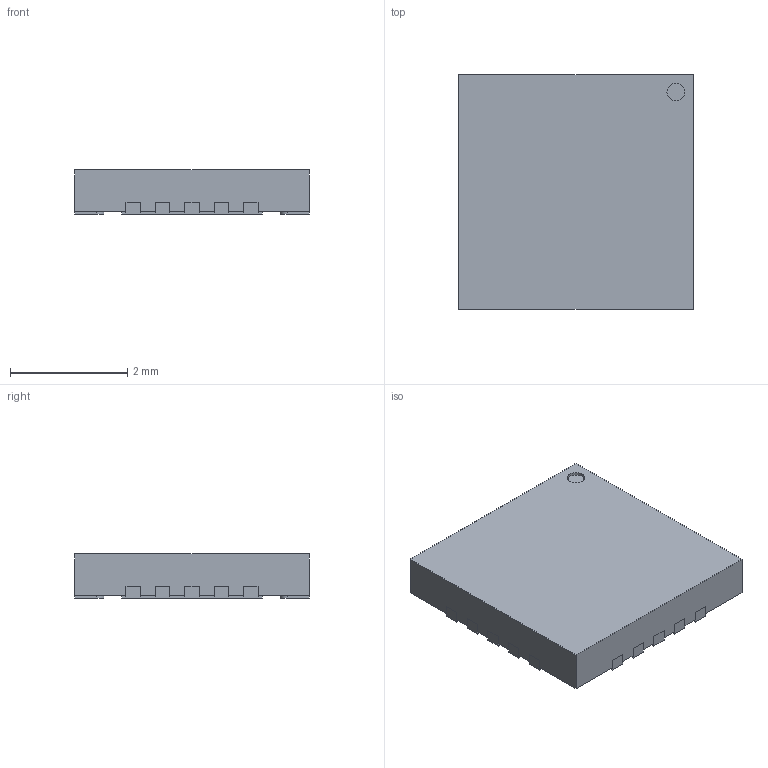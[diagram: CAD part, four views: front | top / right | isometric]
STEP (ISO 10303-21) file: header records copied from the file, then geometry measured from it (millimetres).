
FILE_DESCRIPTION(/* description */ (''),/* implementation_level */ '2;1');
FILE_NAME(/* name */ 'qfn-20-4x4.stp',/* time_stamp */ '2020-03-18T12:19:22+01:00',/* author */ ('sawaiz'),/* organization */ (''),/* preprocessor_version */ 'ST-DEVELOPER v18',/* originating_system */ 'Autodesk Inventor 2020',/* authorisation */ '');
FILE_SCHEMA (('AUTOMOTIVE_DESIGN { 1 0 10303 214 3 1 1 }'));
Length unit declared in the file: millimetre
Products named in the file (1): QFN-20-4x4
Bounding box: 4 x 4 x 0.75 mm (x, y, z)
Volume: 11.6 mm3; surface area: 56.7 mm2
Topology: 21 solids, 21 shells, 214 faces, 510 edges, 340 vertices
Faces by surface type: plane 173, cylinder 41
Full cylindrical faces by diameter (mm): 0.3 x1
Entity records: 6184 total; most frequent: CARTESIAN_POINT 1065, DIRECTION 1022, ORIENTED_EDGE 1020, EDGE_CURVE 510, LINE 428, VECTOR 428, VERTEX_POINT 340, AXIS2_PLACEMENT_3D 297
